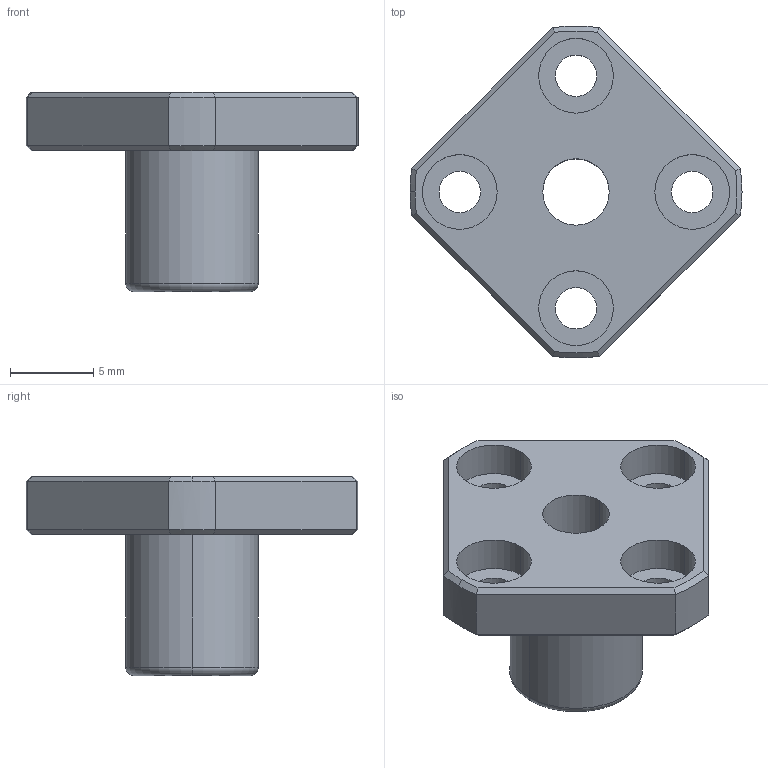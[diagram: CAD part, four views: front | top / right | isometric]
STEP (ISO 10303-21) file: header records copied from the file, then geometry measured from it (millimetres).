
FILE_DESCRIPTION (( 'STEP AP203' ), '1' );
FILE_NAME ('LMK4UU.STEP', '2023-05-13T02:26:34', ( 'China' ), ( 'Home' ), 'SwSTEP 2.0', 'SolidWorks 2022', '' );
FILE_SCHEMA (( 'CONFIG_CONTROL_DESIGN' ));
Length unit declared in the file: millimetre
Products named in the file (1): LMK4UU
Bounding box: 20 x 19.98 x 12 mm (x, y, z)
Volume: 979.4 mm3; surface area: 1141.4 mm2
Topology: 1 solids, 1 shells, 56 faces, 128 edges, 79 vertices
Faces by surface type: cylinder 25, plane 19, cone 10, torus 2
Entity records: 1698 total; most frequent: CARTESIAN_POINT 312, DIRECTION 291, ORIENTED_EDGE 256, EDGE_CURVE 128, AXIS2_PLACEMENT_3D 122, VERTEX_POINT 79, EDGE_LOOP 71, CIRCLE 65
